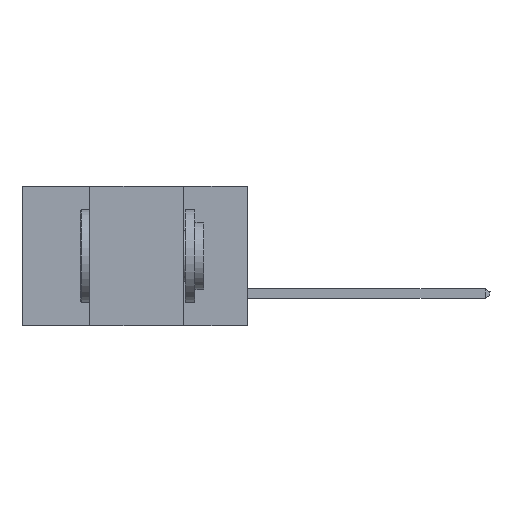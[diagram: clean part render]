
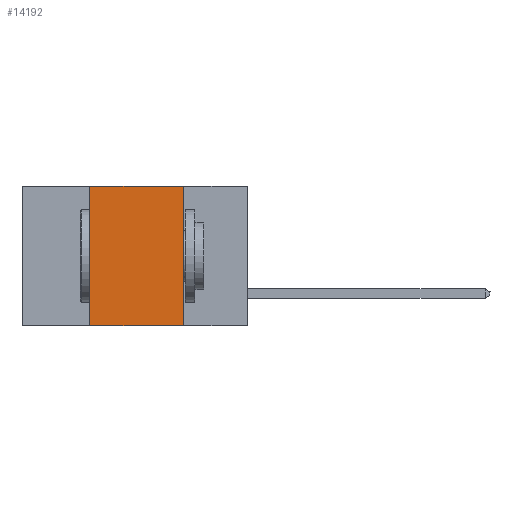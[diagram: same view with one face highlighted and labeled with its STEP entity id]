
A CAD part, left-side view. The second image highlights one B-rep face of the part: STEP entity #14192.
In plain terms, the highlighted planar face has unit normal (-1, 0, 0).
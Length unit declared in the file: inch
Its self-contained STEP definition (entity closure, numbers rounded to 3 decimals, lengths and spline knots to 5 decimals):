
#53 = EDGE_LOOP ( 'NONE', ( #17135, #13666, #16254, #11198 ) ) ;
#761 = CARTESIAN_POINT ( 'NONE',  ( 0., 0.17, -0.37 ) ) ;
#1137 = LINE ( 'NONE', #1236, #5206 ) ;
#1236 = CARTESIAN_POINT ( 'NONE',  ( 0., 0.42, -0.37 ) ) ;
#1485 = VERTEX_POINT ( 'NONE', #10888 ) ;
#2759 = LINE ( 'NONE', #18721, #11641 ) ;
#2969 = DIRECTION ( 'NONE',  ( 0., -1., 0. ) ) ;
#4288 = DIRECTION ( 'NONE',  ( 0., 0., -1. ) ) ;
#4743 = DIRECTION ( 'NONE',  ( 0., 0., -1. ) ) ;
#5105 = VECTOR ( 'NONE', #4288, 39.37008 ) ;
#5206 = VECTOR ( 'NONE', #15693, 39.37008 ) ;
#6102 = CARTESIAN_POINT ( 'NONE',  ( 0., 0.17, -0.37 ) ) ;
#7340 = CARTESIAN_POINT ( 'NONE',  ( 0., 0.6, 0. ) ) ;
#7508 = CARTESIAN_POINT ( 'NONE',  ( 0., 0.6, 0. ) ) ;
#7887 = PLANE ( 'NONE',  #16279 ) ;
#8374 = VERTEX_POINT ( 'NONE', #15933 ) ;
#8565 = DIRECTION ( 'NONE',  ( 0., -1., 0. ) ) ;
#10368 = DIRECTION ( 'NONE',  ( 1., 0., 0. ) ) ;
#10387 = CARTESIAN_POINT ( 'NONE',  ( 0., 0.42, 0. ) ) ;
#10509 = EDGE_CURVE ( 'NONE', #1485, #13674, #1137, .T. ) ;
#10888 = CARTESIAN_POINT ( 'NONE',  ( 0., 0.42, -0.37 ) ) ;
#11198 = ORIENTED_EDGE ( 'NONE', *, *, #11768, .T. ) ;
#11641 = VECTOR ( 'NONE', #8565, 39.37008 ) ;
#11768 = EDGE_CURVE ( 'NONE', #1485, #12601, #2759, .T. ) ;
#12162 = FACE_OUTER_BOUND ( 'NONE', #53, .T. ) ;
#12601 = VERTEX_POINT ( 'NONE', #761 ) ;
#13631 = VECTOR ( 'NONE', #2969, 39.37008 ) ;
#13666 = ORIENTED_EDGE ( 'NONE', *, *, #17657, .F. ) ;
#13674 = VERTEX_POINT ( 'NONE', #10387 ) ;
#14192 = ADVANCED_FACE ( 'NONE', ( #12162 ), #7887, .F. ) ;
#14873 = LINE ( 'NONE', #6102, #5105 ) ;
#15693 = DIRECTION ( 'NONE',  ( 0., 0., 1. ) ) ;
#15933 = CARTESIAN_POINT ( 'NONE',  ( 0., 0.17, 0. ) ) ;
#16254 = ORIENTED_EDGE ( 'NONE', *, *, #10509, .F. ) ;
#16279 = AXIS2_PLACEMENT_3D ( 'NONE', #7508, #10368, #4743 ) ;
#16292 = LINE ( 'NONE', #7340, #13631 ) ;
#17135 = ORIENTED_EDGE ( 'NONE', *, *, #17734, .F. ) ;
#17657 = EDGE_CURVE ( 'NONE', #13674, #8374, #16292, .T. ) ;
#17734 = EDGE_CURVE ( 'NONE', #8374, #12601, #14873, .T. ) ;
#18721 = CARTESIAN_POINT ( 'NONE',  ( 0., 0.6, -0.37 ) ) ;
